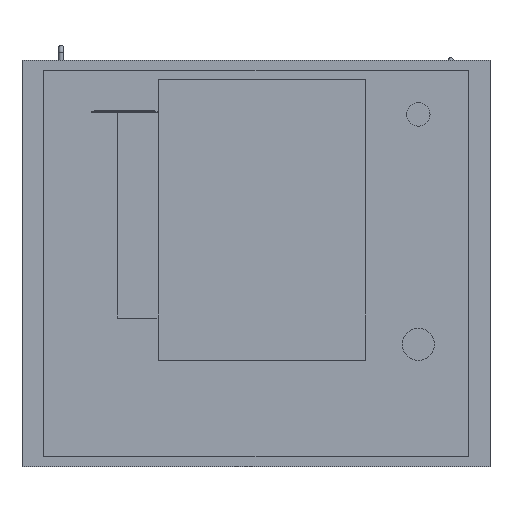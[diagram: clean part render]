
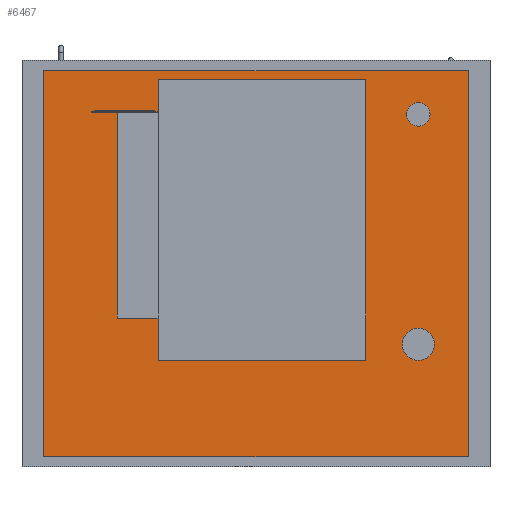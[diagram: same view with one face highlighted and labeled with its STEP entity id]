
A CAD part, front view. The second image highlights one B-rep face of the part: STEP entity #6467.
In plain terms, the highlighted planar face has unit normal (0, -1, 0).
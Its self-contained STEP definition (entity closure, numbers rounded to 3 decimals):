
#104=FACE_BOUND('',#863,.T.);
#105=FACE_BOUND('',#864,.T.);
#125=PLANE('',#6936);
#461=FACE_OUTER_BOUND('',#862,.T.);
#862=EDGE_LOOP('',(#4585,#4586,#4587,#4588));
#863=EDGE_LOOP('',(#4589));
#864=EDGE_LOOP('',(#4590));
#1271=LINE('',#9365,#2065);
#1275=LINE('',#9373,#2069);
#1278=LINE('',#9379,#2072);
#1281=LINE('',#9384,#2075);
#2065=VECTOR('',#7498,10.);
#2069=VECTOR('',#7504,10.);
#2072=VECTOR('',#7509,10.);
#2075=VECTOR('',#7514,10.);
#2846=CIRCLE('',#6920,20.);
#2848=CIRCLE('',#6924,27.5);
#2982=VERTEX_POINT('',#9326);
#2984=VERTEX_POINT('',#9333);
#2993=VERTEX_POINT('',#9363);
#2994=VERTEX_POINT('',#9364);
#2997=VERTEX_POINT('',#9372);
#2999=VERTEX_POINT('',#9378);
#3603=EDGE_CURVE('',#2982,#2982,#2846,.T.);
#3606=EDGE_CURVE('',#2984,#2984,#2848,.T.);
#3619=EDGE_CURVE('',#2993,#2994,#1271,.T.);
#3623=EDGE_CURVE('',#2997,#2993,#1275,.T.);
#3626=EDGE_CURVE('',#2999,#2997,#1278,.T.);
#3629=EDGE_CURVE('',#2994,#2999,#1281,.T.);
#4585=ORIENTED_EDGE('',*,*,#3629,.F.);
#4586=ORIENTED_EDGE('',*,*,#3619,.F.);
#4587=ORIENTED_EDGE('',*,*,#3623,.F.);
#4588=ORIENTED_EDGE('',*,*,#3626,.F.);
#4589=ORIENTED_EDGE('',*,*,#3603,.T.);
#4590=ORIENTED_EDGE('',*,*,#3606,.T.);
#6467=ADVANCED_FACE('',(#461,#104,#105),#125,.F.);
#6920=AXIS2_PLACEMENT_3D('',#9328,#7461,#7462);
#6924=AXIS2_PLACEMENT_3D('',#9335,#7470,#7471);
#6936=AXIS2_PLACEMENT_3D('',#9387,#7518,#7519);
#7461=DIRECTION('center_axis',(0.,1.,0.));
#7462=DIRECTION('ref_axis',(1.,0.,0.));
#7470=DIRECTION('center_axis',(0.,1.,0.));
#7471=DIRECTION('ref_axis',(1.,0.,0.));
#7498=DIRECTION('',(0.,0.,1.));
#7504=DIRECTION('',(-1.,0.,0.));
#7509=DIRECTION('',(0.,0.,-1.));
#7514=DIRECTION('',(1.,0.,0.));
#7518=DIRECTION('center_axis',(0.,1.,0.));
#7519=DIRECTION('ref_axis',(0.,0.,1.));
#9326=CARTESIAN_POINT('',(257.5,0.,255.));
#9328=CARTESIAN_POINT('Origin',(277.5,0.,255.));
#9333=CARTESIAN_POINT('',(250.,0.,-138.));
#9335=CARTESIAN_POINT('Origin',(277.5,0.,-138.));
#9363=CARTESIAN_POINT('',(-362.5,0.,-330.));
#9364=CARTESIAN_POINT('',(-362.5,0.,330.));
#9365=CARTESIAN_POINT('',(-362.5,0.,-330.));
#9372=CARTESIAN_POINT('',(362.5,0.,-330.));
#9373=CARTESIAN_POINT('',(362.5,0.,-330.));
#9378=CARTESIAN_POINT('',(362.5,0.,330.));
#9379=CARTESIAN_POINT('',(362.5,0.,330.));
#9384=CARTESIAN_POINT('',(-362.5,0.,330.));
#9387=CARTESIAN_POINT('Origin',(0.,0.,0.));
